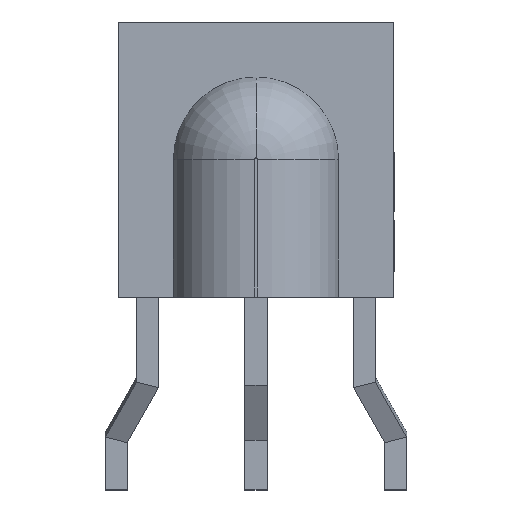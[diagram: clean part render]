
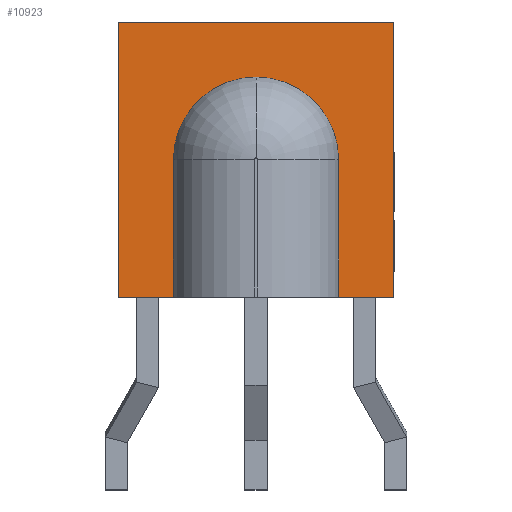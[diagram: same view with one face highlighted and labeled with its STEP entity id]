
A CAD part, top view. The second image highlights one B-rep face of the part: STEP entity #10923.
In plain terms, the highlighted planar face has unit normal (0, 0, 1).
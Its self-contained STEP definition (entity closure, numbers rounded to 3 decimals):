
#176 = EDGE_CURVE ( 'NONE', #9764, #7617, #3857, .T. ) ;
#240 = EDGE_CURVE ( 'NONE', #8914, #8701, #3810, .T. ) ;
#257 = ORIENTED_EDGE ( 'NONE', *, *, #176, .T. ) ;
#299 = CARTESIAN_POINT ( 'NONE',  ( 0., 1.5, 1.2 ) ) ;
#549 = AXIS2_PLACEMENT_3D ( 'NONE', #4110, #7221, #10052 ) ;
#1033 = CARTESIAN_POINT ( 'NONE',  ( -2.5, 4., 1.2 ) ) ;
#1141 = LINE ( 'NONE', #12234, #11438 ) ;
#1142 = CARTESIAN_POINT ( 'NONE',  ( 1.5, 1.5, 1.2 ) ) ;
#1379 = EDGE_CURVE ( 'NONE', #8914, #7617, #11887, .T. ) ;
#1469 = VERTEX_POINT ( 'NONE', #8985 ) ;
#1804 = CARTESIAN_POINT ( 'NONE',  ( -2.5, 4., 1.2 ) ) ;
#1822 = CARTESIAN_POINT ( 'NONE',  ( 2.5, 4., 1.2 ) ) ;
#1828 = ORIENTED_EDGE ( 'NONE', *, *, #7889, .T. ) ;
#1845 = EDGE_LOOP ( 'NONE', ( #5737, #3448, #5670, #2115, #1828, #257, #9300, #9165, #6420 ) ) ;
#2115 = ORIENTED_EDGE ( 'NONE', *, *, #10189, .T. ) ;
#2216 = VECTOR ( 'NONE', #3057, 1000. ) ;
#2482 = CARTESIAN_POINT ( 'NONE',  ( 0., 3., 1.2 ) ) ;
#3057 = DIRECTION ( 'NONE',  ( -1., 0., 0. ) ) ;
#3161 = VECTOR ( 'NONE', #9767, 1000. ) ;
#3448 = ORIENTED_EDGE ( 'NONE', *, *, #10736, .T. ) ;
#3636 = CARTESIAN_POINT ( 'NONE',  ( -1.5, -1., 1.2 ) ) ;
#3674 = CARTESIAN_POINT ( 'NONE',  ( -2.5, -1., 1.2 ) ) ;
#3784 = DIRECTION ( 'NONE',  ( 1., 0., 0. ) ) ;
#3810 = CIRCLE ( 'NONE', #10780, 1.5 ) ;
#3857 = LINE ( 'NONE', #7788, #6152 ) ;
#3968 = LINE ( 'NONE', #1033, #2216 ) ;
#4110 = CARTESIAN_POINT ( 'NONE',  ( 0., 1.5, 1.2 ) ) ;
#4680 = LINE ( 'NONE', #3674, #5579 ) ;
#4835 = EDGE_CURVE ( 'NONE', #8701, #10600, #11829, .T. ) ;
#4873 = CARTESIAN_POINT ( 'NONE',  ( 1.5, -1., 1.2 ) ) ;
#5248 = EDGE_CURVE ( 'NONE', #7360, #10600, #12671, .T. ) ;
#5579 = VECTOR ( 'NONE', #5746, 1000. ) ;
#5670 = ORIENTED_EDGE ( 'NONE', *, *, #12783, .T. ) ;
#5686 = CARTESIAN_POINT ( 'NONE',  ( 1.5, 3., 1.2 ) ) ;
#5737 = ORIENTED_EDGE ( 'NONE', *, *, #5248, .F. ) ;
#5746 = DIRECTION ( 'NONE',  ( 1., 0., 0. ) ) ;
#5919 = DIRECTION ( 'NONE',  ( 0., 0., 1. ) ) ;
#6152 = VECTOR ( 'NONE', #3784, 1000. ) ;
#6181 = VECTOR ( 'NONE', #10640, 1000. ) ;
#6420 = ORIENTED_EDGE ( 'NONE', *, *, #4835, .T. ) ;
#6468 = CARTESIAN_POINT ( 'NONE',  ( 2.5, -1., 1.2 ) ) ;
#7182 = DIRECTION ( 'NONE',  ( 1., 0., 0. ) ) ;
#7221 = DIRECTION ( 'NONE',  ( 0., 0., -1. ) ) ;
#7256 = FACE_OUTER_BOUND ( 'NONE', #1845, .T. ) ;
#7279 = VERTEX_POINT ( 'NONE', #6468 ) ;
#7360 = VERTEX_POINT ( 'NONE', #4873 ) ;
#7617 = VERTEX_POINT ( 'NONE', #3636 ) ;
#7788 = CARTESIAN_POINT ( 'NONE',  ( -2.5, -1., 1.2 ) ) ;
#7889 = EDGE_CURVE ( 'NONE', #8648, #9764, #1141, .T. ) ;
#8131 = PLANE ( 'NONE',  #10420 ) ;
#8470 = DIRECTION ( 'NONE',  ( 0., -1., 0. ) ) ;
#8648 = VERTEX_POINT ( 'NONE', #1804 ) ;
#8701 = VERTEX_POINT ( 'NONE', #2482 ) ;
#8748 = VECTOR ( 'NONE', #11650, 1000. ) ;
#8872 = CARTESIAN_POINT ( 'NONE',  ( -2.5, -1., 1.2 ) ) ;
#8914 = VERTEX_POINT ( 'NONE', #11636 ) ;
#8985 = CARTESIAN_POINT ( 'NONE',  ( 2.5, 4., 1.2 ) ) ;
#9165 = ORIENTED_EDGE ( 'NONE', *, *, #240, .T. ) ;
#9300 = ORIENTED_EDGE ( 'NONE', *, *, #1379, .F. ) ;
#9764 = VERTEX_POINT ( 'NONE', #8872 ) ;
#9767 = DIRECTION ( 'NONE',  ( 0., -1., 0. ) ) ;
#10052 = DIRECTION ( 'NONE',  ( 1., 0., 0. ) ) ;
#10189 = EDGE_CURVE ( 'NONE', #1469, #8648, #3968, .T. ) ;
#10420 = AXIS2_PLACEMENT_3D ( 'NONE', #10907, #5919, #12061 ) ;
#10600 = VERTEX_POINT ( 'NONE', #1142 ) ;
#10640 = DIRECTION ( 'NONE',  ( 0., 1., 0. ) ) ;
#10736 = EDGE_CURVE ( 'NONE', #7360, #7279, #4680, .T. ) ;
#10780 = AXIS2_PLACEMENT_3D ( 'NONE', #299, #12150, #7182 ) ;
#10801 = CARTESIAN_POINT ( 'NONE',  ( -1.5, 3., 1.2 ) ) ;
#10907 = CARTESIAN_POINT ( 'NONE',  ( 0., 1.5, 1.2 ) ) ;
#10923 = ADVANCED_FACE ( 'NONE', ( #7256 ), #8131, .T. ) ;
#11438 = VECTOR ( 'NONE', #8470, 1000. ) ;
#11636 = CARTESIAN_POINT ( 'NONE',  ( -1.5, 1.5, 1.2 ) ) ;
#11650 = DIRECTION ( 'NONE',  ( 0., 1., 0. ) ) ;
#11725 = LINE ( 'NONE', #1822, #6181 ) ;
#11829 = CIRCLE ( 'NONE', #549, 1.5 ) ;
#11887 = LINE ( 'NONE', #10801, #3161 ) ;
#12061 = DIRECTION ( 'NONE',  ( 1., 0., 0. ) ) ;
#12150 = DIRECTION ( 'NONE',  ( 0., 0., -1. ) ) ;
#12234 = CARTESIAN_POINT ( 'NONE',  ( -2.5, 4., 1.2 ) ) ;
#12671 = LINE ( 'NONE', #5686, #8748 ) ;
#12783 = EDGE_CURVE ( 'NONE', #7279, #1469, #11725, .T. ) ;
